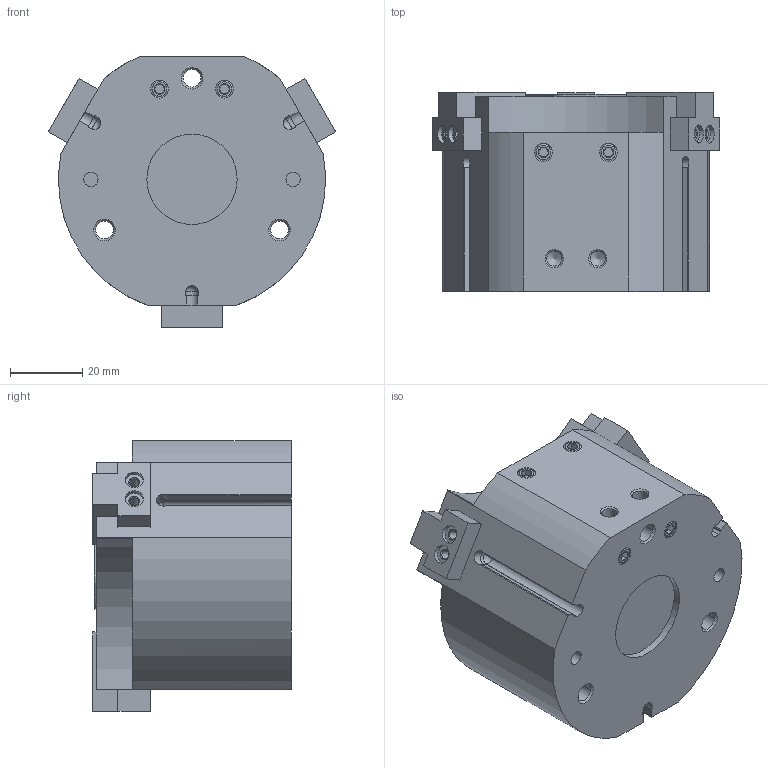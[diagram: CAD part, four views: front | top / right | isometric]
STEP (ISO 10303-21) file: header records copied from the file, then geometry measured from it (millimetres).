
FILE_DESCRIPTION(/* description */ ('STEP AP214'),/* implementation_level */ '2;1');
FILE_NAME(/* name */ '540865_HGDT-40-A',/* time_stamp */ '2024-08-29T05:19:56+02:00',/* author */ ('License CC BY-ND 4.0'),/* organization */ ('CADENAS'),/* preprocessor_version */ 'ST-DEVELOPER v19.3',/* originating_system */ 'PARTsolutions',/* authorisation */ ' ');
FILE_SCHEMA (('AUTOMOTIVE_DESIGN {1 0 10303 214 3 1 1}'));
Length unit declared in the file: millimetre
Products named in the file (4): 540865 HGDT-40-A---(6); 540865 HGDT-40-Az; 540865 HGDT-40-Aj; DIN-913 - M5x5
Assembly tree (8 placements, depth 2):
  540865 HGDT-40-A---(6)
    540865 HGDT-40-Az
    540865 HGDT-40-Aj  x3
    DIN-913 - M5x5  x4
Bounding box: 79.51 x 55 x 75 mm (x, y, z)
Volume: 199435.7 mm3; surface area: 38472.4 mm2
Topology: 8 solids, 8 shells, 324 faces, 767 edges, 480 vertices
Faces by surface type: plane 161, cylinder 86, cone 74, sphere 3
Full cylindrical faces by diameter (mm): 2.459 x6, 3.242 x6, 4 x2, 4.134 x6, 4.917 x3, 5 x10, 5.1 x3, 6.3 x3, 7 x6, 9.4 x3, 25 x1
Entity records: 5883 total; most frequent: CARTESIAN_POINT 1061, DIRECTION 997, ORIENTED_EDGE 882, EDGE_CURVE 441, AXIS2_PLACEMENT_3D 369, VERTEX_POINT 323, FACE_BOUND 292, EDGE_LOOP 282
